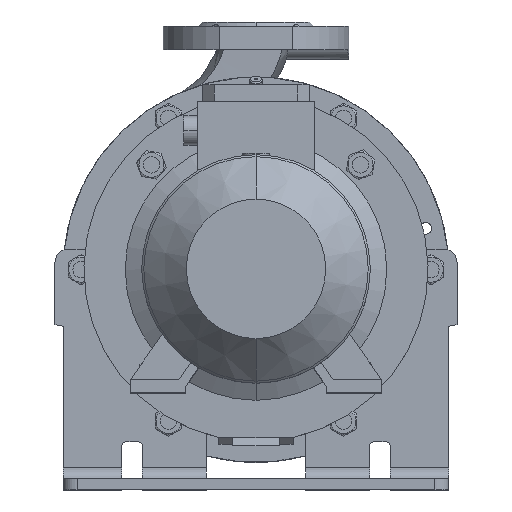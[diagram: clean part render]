
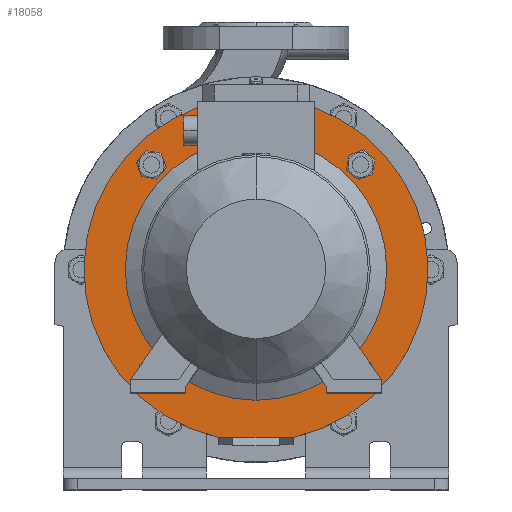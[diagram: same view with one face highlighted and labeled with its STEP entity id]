
A CAD part, top view. The second image highlights one B-rep face of the part: STEP entity #18058.
In plain terms, the highlighted planar face has unit normal (0, 0, 1).
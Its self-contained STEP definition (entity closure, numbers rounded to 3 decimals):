
#151 = DIRECTION ( 'NONE',  ( 0., -1., 0. ) ) ;
#563 = EDGE_CURVE ( 'NONE', #8650, #15039, #4495, .T. ) ;
#619 = DIRECTION ( 'NONE',  ( 1., 0., 0. ) ) ;
#903 = CARTESIAN_POINT ( 'NONE',  ( -76.014, 76.014, 172. ) ) ;
#1257 = EDGE_CURVE ( 'NONE', #3623, #42958, #53782, .T. ) ;
#2912 = DIRECTION ( 'NONE',  ( 0., 0., -1. ) ) ;
#3042 = CARTESIAN_POINT ( 'NONE',  ( -76.014, -76.014, 172. ) ) ;
#3241 = ORIENTED_EDGE ( 'NONE', *, *, #43245, .F. ) ;
#3623 = VERTEX_POINT ( 'NONE', #20540 ) ;
#4027 = AXIS2_PLACEMENT_3D ( 'NONE', #38007, #16765, #151 ) ;
#4495 = CIRCLE ( 'NONE', #32565, 9.025 ) ;
#4878 = DIRECTION ( 'NONE',  ( 0., -1., 0. ) ) ;
#4981 = FACE_BOUND ( 'NONE', #28753, .T. ) ;
#5004 = AXIS2_PLACEMENT_3D ( 'NONE', #26462, #5188, #30717 ) ;
#5107 = ORIENTED_EDGE ( 'NONE', *, *, #52821, .T. ) ;
#5172 = DIRECTION ( 'NONE',  ( 0., -1., 0. ) ) ;
#5188 = DIRECTION ( 'NONE',  ( 0., 0., -1. ) ) ;
#6150 = CARTESIAN_POINT ( 'NONE',  ( 0., 125., 172. ) ) ;
#7234 = ORIENTED_EDGE ( 'NONE', *, *, #17180, .F. ) ;
#7415 = DIRECTION ( 'NONE',  ( 0., -1., 0. ) ) ;
#7826 = AXIS2_PLACEMENT_3D ( 'NONE', #17531, #38187, #12837 ) ;
#8650 = VERTEX_POINT ( 'NONE', #45054 ) ;
#8806 = CARTESIAN_POINT ( 'NONE',  ( 76.014, 76.014, 172. ) ) ;
#9507 = VERTEX_POINT ( 'NONE', #42877 ) ;
#10268 = VERTEX_POINT ( 'NONE', #32948 ) ;
#10343 = EDGE_LOOP ( 'NONE', ( #43003, #36203, #26334 ) ) ;
#10746 = ORIENTED_EDGE ( 'NONE', *, *, #41548, .T. ) ;
#10978 = DIRECTION ( 'NONE',  ( 0., -1., 0. ) ) ;
#11108 = CARTESIAN_POINT ( 'NONE',  ( 76.014, -76.014, 172. ) ) ;
#12372 = VERTEX_POINT ( 'NONE', #37210 ) ;
#12837 = DIRECTION ( 'NONE',  ( 0., -1., 0. ) ) ;
#12890 = CIRCLE ( 'NONE', #53023, 95. ) ;
#14953 = VERTEX_POINT ( 'NONE', #50836 ) ;
#15039 = VERTEX_POINT ( 'NONE', #30101 ) ;
#15389 = CARTESIAN_POINT ( 'NONE',  ( 76.014, -76.014, 172. ) ) ;
#16335 = EDGE_CURVE ( 'NONE', #54455, #19453, #31882, .T. ) ;
#16726 = VERTEX_POINT ( 'NONE', #27064 ) ;
#16765 = DIRECTION ( 'NONE',  ( 0., 0., 1. ) ) ;
#17180 = EDGE_CURVE ( 'NONE', #38381, #9507, #27741, .T. ) ;
#17512 = CIRCLE ( 'NONE', #52865, 9.025 ) ;
#17531 = CARTESIAN_POINT ( 'NONE',  ( 0., 125., 172. ) ) ;
#18058 = ADVANCED_FACE ( 'NONE', ( #45021, #4981, #23672, #39643, #52346, #26347 ), #41752, .T. ) ;
#18145 = DIRECTION ( 'NONE',  ( 0., 0., -1. ) ) ;
#18474 = CIRCLE ( 'NONE', #4027, 9.025 ) ;
#18837 = ORIENTED_EDGE ( 'NONE', *, *, #28445, .T. ) ;
#19312 = DIRECTION ( 'NONE',  ( 0., 0., -1. ) ) ;
#19453 = VERTEX_POINT ( 'NONE', #6150 ) ;
#19874 = DIRECTION ( 'NONE',  ( 0., 1., 0. ) ) ;
#20540 = CARTESIAN_POINT ( 'NONE',  ( 74.447, 67.126, 172. ) ) ;
#21847 = CARTESIAN_POINT ( 'NONE',  ( -76.014, -76.014, 172. ) ) ;
#22149 = EDGE_LOOP ( 'NONE', ( #7234, #3241 ) ) ;
#23040 = AXIS2_PLACEMENT_3D ( 'NONE', #3042, #36970, #53941 ) ;
#23672 = FACE_BOUND ( 'NONE', #47138, .T. ) ;
#24915 = CIRCLE ( 'NONE', #5004, 95. ) ;
#25438 = AXIS2_PLACEMENT_3D ( 'NONE', #21847, #38972, #4878 ) ;
#25728 = ORIENTED_EDGE ( 'NONE', *, *, #42665, .T. ) ;
#26119 = CIRCLE ( 'NONE', #25438, 9.025 ) ;
#26334 = ORIENTED_EDGE ( 'NONE', *, *, #16335, .F. ) ;
#26342 = DIRECTION ( 'NONE',  ( 0., 1., 0. ) ) ;
#26347 = FACE_BOUND ( 'NONE', #41615, .T. ) ;
#26462 = CARTESIAN_POINT ( 'NONE',  ( 0., 0., 172. ) ) ;
#26793 = EDGE_CURVE ( 'NONE', #19453, #16726, #27972, .T. ) ;
#27064 = CARTESIAN_POINT ( 'NONE',  ( 27.221, -122., 172. ) ) ;
#27093 = VECTOR ( 'NONE', #619, 1000. ) ;
#27648 = AXIS2_PLACEMENT_3D ( 'NONE', #49428, #40642, #10978 ) ;
#27741 = CIRCLE ( 'NONE', #36002, 9.025 ) ;
#27972 = CIRCLE ( 'NONE', #54002, 125. ) ;
#28445 = EDGE_CURVE ( 'NONE', #12372, #14953, #12890, .T. ) ;
#28500 = ORIENTED_EDGE ( 'NONE', *, *, #1257, .T. ) ;
#28753 = EDGE_LOOP ( 'NONE', ( #5107, #43547 ) ) ;
#28987 = EDGE_CURVE ( 'NONE', #54330, #10268, #42781, .T. ) ;
#29486 = DIRECTION ( 'NONE',  ( 0., 0., -1. ) ) ;
#29497 = ORIENTED_EDGE ( 'NONE', *, *, #28987, .T. ) ;
#30101 = CARTESIAN_POINT ( 'NONE',  ( 67.126, -74.447, 172. ) ) ;
#30202 = EDGE_CURVE ( 'NONE', #54455, #16726, #33711, .T. ) ;
#30717 = DIRECTION ( 'NONE',  ( 0., 1., 0. ) ) ;
#31126 = EDGE_LOOP ( 'NONE', ( #28500, #33738 ) ) ;
#31882 = CIRCLE ( 'NONE', #46287, 125. ) ;
#32565 = AXIS2_PLACEMENT_3D ( 'NONE', #11108, #45657, #7415 ) ;
#32948 = CARTESIAN_POINT ( 'NONE',  ( -77.581, -84.902, 172. ) ) ;
#32995 = CARTESIAN_POINT ( 'NONE',  ( 77.581, 84.902, 172. ) ) ;
#33711 = LINE ( 'NONE', #52074, #27093 ) ;
#33738 = ORIENTED_EDGE ( 'NONE', *, *, #49067, .T. ) ;
#36002 = AXIS2_PLACEMENT_3D ( 'NONE', #903, #47515, #5172 ) ;
#36203 = ORIENTED_EDGE ( 'NONE', *, *, #26793, .F. ) ;
#36273 = AXIS2_PLACEMENT_3D ( 'NONE', #8806, #43267, #51523 ) ;
#36970 = DIRECTION ( 'NONE',  ( 0., 0., -1. ) ) ;
#37210 = CARTESIAN_POINT ( 'NONE',  ( 0., 95., 172. ) ) ;
#38007 = CARTESIAN_POINT ( 'NONE',  ( -76.014, 76.014, 172. ) ) ;
#38187 = DIRECTION ( 'NONE',  ( 0., 0., 1. ) ) ;
#38381 = VERTEX_POINT ( 'NONE', #45350 ) ;
#38972 = DIRECTION ( 'NONE',  ( 0., 0., -1. ) ) ;
#39367 = CARTESIAN_POINT ( 'NONE',  ( 0., 0., 172. ) ) ;
#39643 = FACE_BOUND ( 'NONE', #22149, .T. ) ;
#40642 = DIRECTION ( 'NONE',  ( 0., 0., -1. ) ) ;
#41548 = EDGE_CURVE ( 'NONE', #14953, #12372, #24915, .T. ) ;
#41549 = CARTESIAN_POINT ( 'NONE',  ( -74.447, -67.126, 172. ) ) ;
#41615 = EDGE_LOOP ( 'NONE', ( #18837, #10746 ) ) ;
#41752 = PLANE ( 'NONE',  #7826 ) ;
#42146 = DIRECTION ( 'NONE',  ( 0., 1., 0. ) ) ;
#42665 = EDGE_CURVE ( 'NONE', #10268, #54330, #26119, .T. ) ;
#42781 = CIRCLE ( 'NONE', #23040, 9.025 ) ;
#42877 = CARTESIAN_POINT ( 'NONE',  ( -84.902, 77.581, 172. ) ) ;
#42958 = VERTEX_POINT ( 'NONE', #32995 ) ;
#43003 = ORIENTED_EDGE ( 'NONE', *, *, #30202, .T. ) ;
#43245 = EDGE_CURVE ( 'NONE', #9507, #38381, #18474, .T. ) ;
#43267 = DIRECTION ( 'NONE',  ( 0., 0., -1. ) ) ;
#43547 = ORIENTED_EDGE ( 'NONE', *, *, #563, .T. ) ;
#44840 = DIRECTION ( 'NONE',  ( 0., -1., 0. ) ) ;
#45021 = FACE_BOUND ( 'NONE', #31126, .T. ) ;
#45054 = CARTESIAN_POINT ( 'NONE',  ( 84.902, -77.581, 172. ) ) ;
#45350 = CARTESIAN_POINT ( 'NONE',  ( -67.126, 74.447, 172. ) ) ;
#45657 = DIRECTION ( 'NONE',  ( 0., 0., -1. ) ) ;
#45819 = CARTESIAN_POINT ( 'NONE',  ( 0., 0., 172. ) ) ;
#46287 = AXIS2_PLACEMENT_3D ( 'NONE', #54846, #29486, #42146 ) ;
#46436 = CARTESIAN_POINT ( 'NONE',  ( -27.221, -122., 172. ) ) ;
#47138 = EDGE_LOOP ( 'NONE', ( #29497, #25728 ) ) ;
#47515 = DIRECTION ( 'NONE',  ( 0., 0., 1. ) ) ;
#49067 = EDGE_CURVE ( 'NONE', #42958, #3623, #51958, .T. ) ;
#49428 = CARTESIAN_POINT ( 'NONE',  ( 76.014, 76.014, 172. ) ) ;
#50836 = CARTESIAN_POINT ( 'NONE',  ( 0., -95., 172. ) ) ;
#51523 = DIRECTION ( 'NONE',  ( 0., -1., 0. ) ) ;
#51958 = CIRCLE ( 'NONE', #27648, 9.025 ) ;
#52074 = CARTESIAN_POINT ( 'NONE',  ( -125., -122., 172. ) ) ;
#52346 = FACE_OUTER_BOUND ( 'NONE', #10343, .T. ) ;
#52821 = EDGE_CURVE ( 'NONE', #15039, #8650, #17512, .T. ) ;
#52865 = AXIS2_PLACEMENT_3D ( 'NONE', #15389, #19312, #44840 ) ;
#53023 = AXIS2_PLACEMENT_3D ( 'NONE', #39367, #18145, #26342 ) ;
#53782 = CIRCLE ( 'NONE', #36273, 9.025 ) ;
#53941 = DIRECTION ( 'NONE',  ( 0., -1., 0. ) ) ;
#54002 = AXIS2_PLACEMENT_3D ( 'NONE', #45819, #2912, #19874 ) ;
#54330 = VERTEX_POINT ( 'NONE', #41549 ) ;
#54455 = VERTEX_POINT ( 'NONE', #46436 ) ;
#54846 = CARTESIAN_POINT ( 'NONE',  ( 0., 0., 172. ) ) ;
